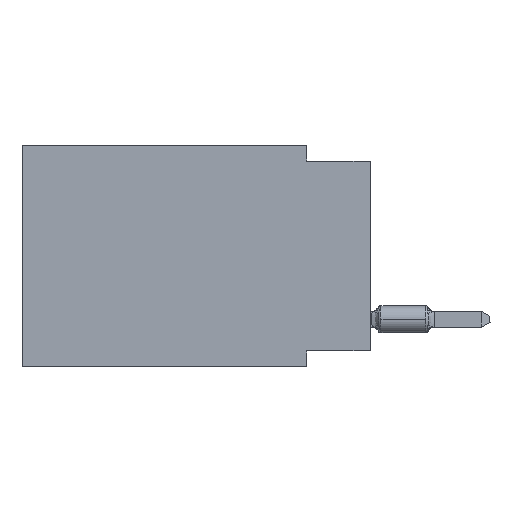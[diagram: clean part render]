
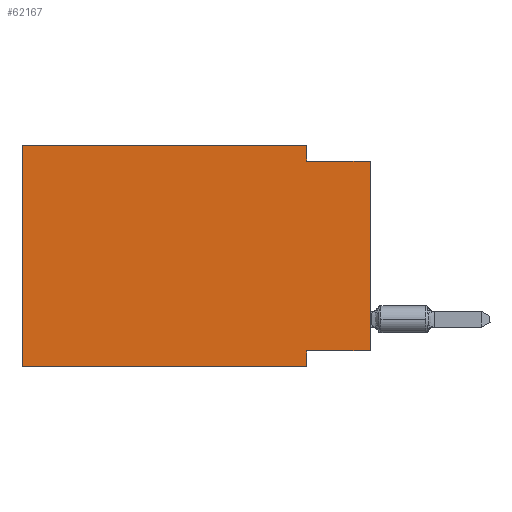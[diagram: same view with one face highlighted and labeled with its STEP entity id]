
A CAD part, left-side view. The second image highlights one B-rep face of the part: STEP entity #62167.
In plain terms, the highlighted planar face has unit normal (-1, 0, 0).
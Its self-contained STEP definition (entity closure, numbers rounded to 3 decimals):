
#2407 = CARTESIAN_POINT ( 'NONE',  ( 0., 0., -0.635 ) ) ;
#2675 = DIRECTION ( 'NONE',  ( 0., 0., 1. ) ) ;
#3259 = VERTEX_POINT ( 'NONE', #64730 ) ;
#3752 = VERTEX_POINT ( 'NONE', #35523 ) ;
#5528 = CARTESIAN_POINT ( 'NONE',  ( 0., 13.97, 0. ) ) ;
#5921 = VERTEX_POINT ( 'NONE', #32131 ) ;
#6084 = VERTEX_POINT ( 'NONE', #39292 ) ;
#6761 = VECTOR ( 'NONE', #12891, 1000. ) ;
#6876 = DIRECTION ( 'NONE',  ( 0., -1., 0. ) ) ;
#7128 = VERTEX_POINT ( 'NONE', #20642 ) ;
#7397 = EDGE_CURVE ( 'NONE', #3752, #19986, #33919, .T. ) ;
#8917 = DIRECTION ( 'NONE',  ( 1., 0., 0. ) ) ;
#9592 = ORIENTED_EDGE ( 'NONE', *, *, #7397, .F. ) ;
#11834 = CARTESIAN_POINT ( 'NONE',  ( 0., 2.54, 0. ) ) ;
#12891 = DIRECTION ( 'NONE',  ( 0., 0., 1. ) ) ;
#13754 = DIRECTION ( 'NONE',  ( 0., -1., 0. ) ) ;
#14018 = CARTESIAN_POINT ( 'NONE',  ( 0., 0., -8.255 ) ) ;
#14684 = DIRECTION ( 'NONE',  ( 0., 1., 0. ) ) ;
#18406 = CARTESIAN_POINT ( 'NONE',  ( 0., 13.97, 0. ) ) ;
#19726 = DIRECTION ( 'NONE',  ( 0., 0., -1. ) ) ;
#19821 = ORIENTED_EDGE ( 'NONE', *, *, #34306, .F. ) ;
#19986 = VERTEX_POINT ( 'NONE', #2407 ) ;
#20217 = EDGE_CURVE ( 'NONE', #6084, #7128, #21178, .T. ) ;
#20642 = CARTESIAN_POINT ( 'NONE',  ( 0., 2.54, -8.89 ) ) ;
#21178 = LINE ( 'NONE', #27677, #43939 ) ;
#23608 = LINE ( 'NONE', #14018, #66491 ) ;
#23849 = CARTESIAN_POINT ( 'NONE',  ( 0., 0., 0. ) ) ;
#24975 = ORIENTED_EDGE ( 'NONE', *, *, #20217, .F. ) ;
#25824 = VERTEX_POINT ( 'NONE', #11834 ) ;
#25897 = LINE ( 'NONE', #40908, #65815 ) ;
#27677 = CARTESIAN_POINT ( 'NONE',  ( 0., 2.54, -8.89 ) ) ;
#29142 = CARTESIAN_POINT ( 'NONE',  ( 0., 0., -0.635 ) ) ;
#29752 = VECTOR ( 'NONE', #13754, 1000. ) ;
#32131 = CARTESIAN_POINT ( 'NONE',  ( 0., 13.97, 0. ) ) ;
#33539 = EDGE_LOOP ( 'NONE', ( #37298, #9592, #41071, #19821, #62808, #44361, #24975, #44565 ) ) ;
#33919 = LINE ( 'NONE', #29142, #29752 ) ;
#34306 = EDGE_CURVE ( 'NONE', #5921, #25824, #63612, .T. ) ;
#34553 = CARTESIAN_POINT ( 'NONE',  ( 0., 13.97, 0. ) ) ;
#34790 = EDGE_CURVE ( 'NONE', #3259, #5921, #43705, .T. ) ;
#35523 = CARTESIAN_POINT ( 'NONE',  ( 0., 2.54, -0.635 ) ) ;
#36558 = DIRECTION ( 'NONE',  ( 0., 0., -1. ) ) ;
#37298 = ORIENTED_EDGE ( 'NONE', *, *, #59982, .T. ) ;
#38043 = AXIS2_PLACEMENT_3D ( 'NONE', #34553, #8917, #50587 ) ;
#38509 = VERTEX_POINT ( 'NONE', #63533 ) ;
#38849 = LINE ( 'NONE', #23849, #6761 ) ;
#39153 = VECTOR ( 'NONE', #2675, 1000. ) ;
#39292 = CARTESIAN_POINT ( 'NONE',  ( 0., 2.54, -8.255 ) ) ;
#39906 = VECTOR ( 'NONE', #43467, 1000. ) ;
#40352 = FACE_OUTER_BOUND ( 'NONE', #33539, .T. ) ;
#40560 = VECTOR ( 'NONE', #6876, 1000. ) ;
#40908 = CARTESIAN_POINT ( 'NONE',  ( 0., 2.54, 0. ) ) ;
#41016 = PLANE ( 'NONE',  #38043 ) ;
#41071 = ORIENTED_EDGE ( 'NONE', *, *, #43823, .F. ) ;
#42108 = EDGE_CURVE ( 'NONE', #38509, #6084, #23608, .T. ) ;
#43467 = DIRECTION ( 'NONE',  ( 0., -1., 0. ) ) ;
#43705 = LINE ( 'NONE', #18406, #39153 ) ;
#43823 = EDGE_CURVE ( 'NONE', #25824, #3752, #25897, .T. ) ;
#43939 = VECTOR ( 'NONE', #36558, 1000. ) ;
#44361 = ORIENTED_EDGE ( 'NONE', *, *, #47351, .T. ) ;
#44565 = ORIENTED_EDGE ( 'NONE', *, *, #42108, .F. ) ;
#47351 = EDGE_CURVE ( 'NONE', #3259, #7128, #54726, .T. ) ;
#48562 = CARTESIAN_POINT ( 'NONE',  ( 0., 13.97, -8.89 ) ) ;
#50587 = DIRECTION ( 'NONE',  ( 0., 0., -1. ) ) ;
#54726 = LINE ( 'NONE', #48562, #39906 ) ;
#59982 = EDGE_CURVE ( 'NONE', #38509, #19986, #38849, .T. ) ;
#62167 = ADVANCED_FACE ( 'NONE', ( #40352 ), #41016, .F. ) ;
#62808 = ORIENTED_EDGE ( 'NONE', *, *, #34790, .F. ) ;
#63533 = CARTESIAN_POINT ( 'NONE',  ( 0., 0., -8.255 ) ) ;
#63612 = LINE ( 'NONE', #5528, #40560 ) ;
#64730 = CARTESIAN_POINT ( 'NONE',  ( 0., 13.97, -8.89 ) ) ;
#65815 = VECTOR ( 'NONE', #19726, 1000. ) ;
#66491 = VECTOR ( 'NONE', #14684, 1000. ) ;
